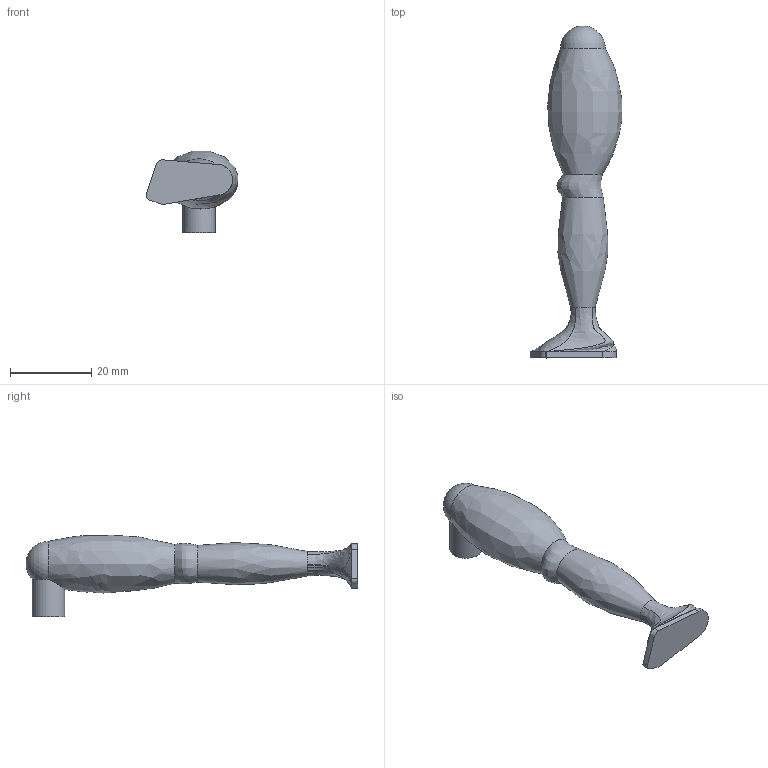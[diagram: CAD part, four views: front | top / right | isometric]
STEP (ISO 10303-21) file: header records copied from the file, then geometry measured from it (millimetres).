
FILE_DESCRIPTION(/* description */ (''),/* implementation_level */ '2;1');
FILE_NAME(/* name */ 'H_piernaIzq.stp',/* time_stamp */ '2025-02-09T16:54:40-05:00',/* author */ ('USUARIO'),/* organization */ (''),/* preprocessor_version */ 'ST-DEVELOPER v20',/* originating_system */ 'Autodesk Inventor 2024',/* authorisation */ '');
FILE_SCHEMA (('AUTOMOTIVE_DESIGN { 1 0 10303 214 3 1 1 }'));
Length unit declared in the file: millimetre
Products named in the file (1): H_piernaIzq
Bounding box: 22.56 x 81.5 x 19.99 mm (x, y, z)
Volume: 9350.7 mm3; surface area: 3510.5 mm2
Topology: 1 solids, 1 shells, 26 faces, 72 edges, 47 vertices
Faces by surface type: bspline 13, plane 7, cylinder 5, sphere 1
Full cylindrical faces by diameter (mm): 8 x1
Entity records: 1715 total; most frequent: CARTESIAN_POINT 1051, ORIENTED_EDGE 142, DIRECTION 114, EDGE_CURVE 71, VERTEX_POINT 47, AXIS2_PLACEMENT_3D 46, CIRCLE 29, FACE_OUTER_BOUND 26
